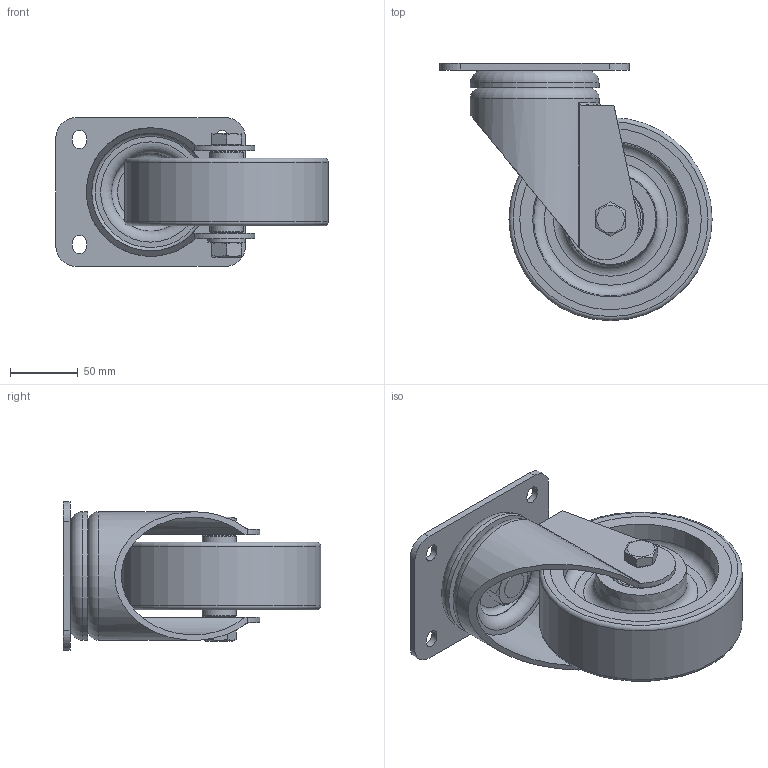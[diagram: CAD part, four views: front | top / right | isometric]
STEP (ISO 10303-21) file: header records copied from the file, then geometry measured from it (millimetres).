
FILE_DESCRIPTION (( 'STEP AP214' ), '1' );
FILE_NAME ('0012039_L-HO-PUZG-150-K-3-B50.stp', '2017-08-11T08:15:35', ( '' ), ( '' ), 'SwSTEP 2.0', 'SolidWorks 2016', '' );
FILE_SCHEMA (( 'AUTOMOTIVE_DESIGN' ));
Length unit declared in the file: millimetre
Products named in the file (1): 0012039_L-HO-PUZG-150-K-3-B50
Bounding box: 201 x 190 x 110 mm (x, y, z)
Volume: 926820.1 mm3; surface area: 275769.3 mm2
Topology: 12 solids, 16 shells, 208 faces, 447 edges, 291 vertices
Faces by surface type: plane 102, cylinder 64, torus 26, cone 16
Full cylindrical faces by diameter (mm): 12 x1, 14 x1, 14.2 x2, 14.5 x2, 15 x1, 18.5 x1, 20 x6, 20.2 x1, 22 x1, 25 x2, 28 x1, 28.1 x8, 38.9 x8, 43 x1, 47 x4, 58 x1, 82 x1, 87 x1, 95 x2, 134 x2, 150 x1
Entity records: 7743 total; most frequent: CARTESIAN_POINT 1178, DIRECTION 880, ORIENTED_EDGE 660, AXIS2_PLACEMENT_3D 381, EDGE_LOOP 357, EDGE_CURVE 330, FACE_OUTER_BOUND 281, VERTEX_POINT 263
